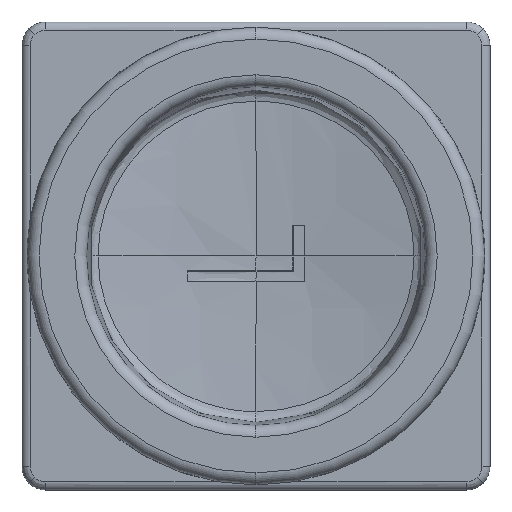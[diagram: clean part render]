
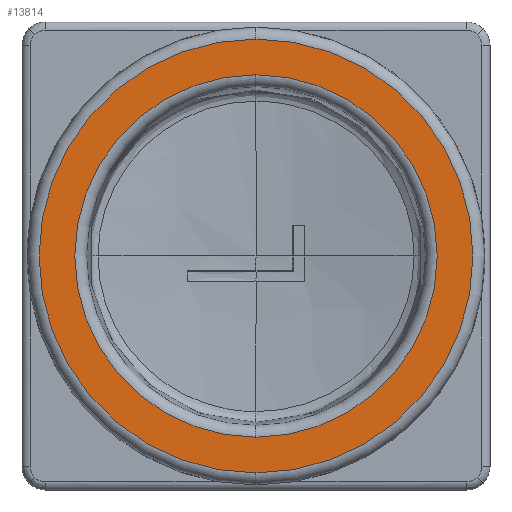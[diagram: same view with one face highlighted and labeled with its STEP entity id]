
A CAD part, left-side view. The second image highlights one B-rep face of the part: STEP entity #13814.
In plain terms, the highlighted planar face has unit normal (-1, 0, 0).
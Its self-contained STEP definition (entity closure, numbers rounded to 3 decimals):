
#397 = CARTESIAN_POINT ( 'NONE',  ( 81.75, -9.807, -15. ) ) ;
#975 = CIRCLE ( 'NONE', #14878, 7.737 ) ;
#1314 = ORIENTED_EDGE ( 'NONE', *, *, #11924, .T. ) ;
#1586 = CIRCLE ( 'NONE', #12629, 7.737 ) ;
#1677 = DIRECTION ( 'NONE',  ( 1., 0., 0. ) ) ;
#1817 = ORIENTED_EDGE ( 'NONE', *, *, #11644, .T. ) ;
#2122 = CARTESIAN_POINT ( 'NONE',  ( 81.75, 0., 7.737 ) ) ;
#2190 = FACE_OUTER_BOUND ( 'NONE', #11512, .T. ) ;
#2504 = CARTESIAN_POINT ( 'NONE',  ( 81.75, 0., -7.737 ) ) ;
#2604 = EDGE_LOOP ( 'NONE', ( #1314, #14625 ) ) ;
#2949 = VERTEX_POINT ( 'NONE', #11369 ) ;
#3347 = CARTESIAN_POINT ( 'NONE',  ( 81.75, 0., 0. ) ) ;
#4182 = DIRECTION ( 'NONE',  ( 0., 0., 1. ) ) ;
#5234 = AXIS2_PLACEMENT_3D ( 'NONE', #397, #6642, #10501 ) ;
#5512 = DIRECTION ( 'NONE',  ( -1., 0., 0. ) ) ;
#5570 = DIRECTION ( 'NONE',  ( 0., 0., 1. ) ) ;
#5950 = VERTEX_POINT ( 'NONE', #11831 ) ;
#6642 = DIRECTION ( 'NONE',  ( -1., 0., 0. ) ) ;
#10211 = CIRCLE ( 'NONE', #12855, 9.263 ) ;
#10484 = VERTEX_POINT ( 'NONE', #2504 ) ;
#10501 = DIRECTION ( 'NONE',  ( 0., 0., 1. ) ) ;
#11241 = DIRECTION ( 'NONE',  ( 0., 0., 1. ) ) ;
#11369 = CARTESIAN_POINT ( 'NONE',  ( 81.75, 0., -9.263 ) ) ;
#11512 = EDGE_LOOP ( 'NONE', ( #1817, #13888 ) ) ;
#11644 = EDGE_CURVE ( 'NONE', #5950, #2949, #11700, .T. ) ;
#11700 = CIRCLE ( 'NONE', #16465, 9.263 ) ;
#11831 = CARTESIAN_POINT ( 'NONE',  ( 81.75, 0., 9.263 ) ) ;
#11924 = EDGE_CURVE ( 'NONE', #15432, #10484, #975, .T. ) ;
#12629 = AXIS2_PLACEMENT_3D ( 'NONE', #3347, #16186, #11241 ) ;
#12855 = AXIS2_PLACEMENT_3D ( 'NONE', #13239, #13184, #4182 ) ;
#13184 = DIRECTION ( 'NONE',  ( -1., 0., 0. ) ) ;
#13239 = CARTESIAN_POINT ( 'NONE',  ( 81.75, 0., 0. ) ) ;
#13814 = ADVANCED_FACE ( 'NONE', ( #2190, #14419 ), #14310, .T. ) ;
#13888 = ORIENTED_EDGE ( 'NONE', *, *, #14234, .T. ) ;
#14007 = EDGE_CURVE ( 'NONE', #10484, #15432, #1586, .T. ) ;
#14234 = EDGE_CURVE ( 'NONE', #2949, #5950, #10211, .T. ) ;
#14310 = PLANE ( 'NONE',  #5234 ) ;
#14419 = FACE_BOUND ( 'NONE', #2604, .T. ) ;
#14506 = CARTESIAN_POINT ( 'NONE',  ( 81.75, 0., 0. ) ) ;
#14625 = ORIENTED_EDGE ( 'NONE', *, *, #14007, .T. ) ;
#14878 = AXIS2_PLACEMENT_3D ( 'NONE', #14506, #1677, #15768 ) ;
#15432 = VERTEX_POINT ( 'NONE', #2122 ) ;
#15768 = DIRECTION ( 'NONE',  ( 0., 0., 1. ) ) ;
#15847 = CARTESIAN_POINT ( 'NONE',  ( 81.75, 0., 0. ) ) ;
#16186 = DIRECTION ( 'NONE',  ( 1., 0., 0. ) ) ;
#16465 = AXIS2_PLACEMENT_3D ( 'NONE', #15847, #5512, #5570 ) ;
